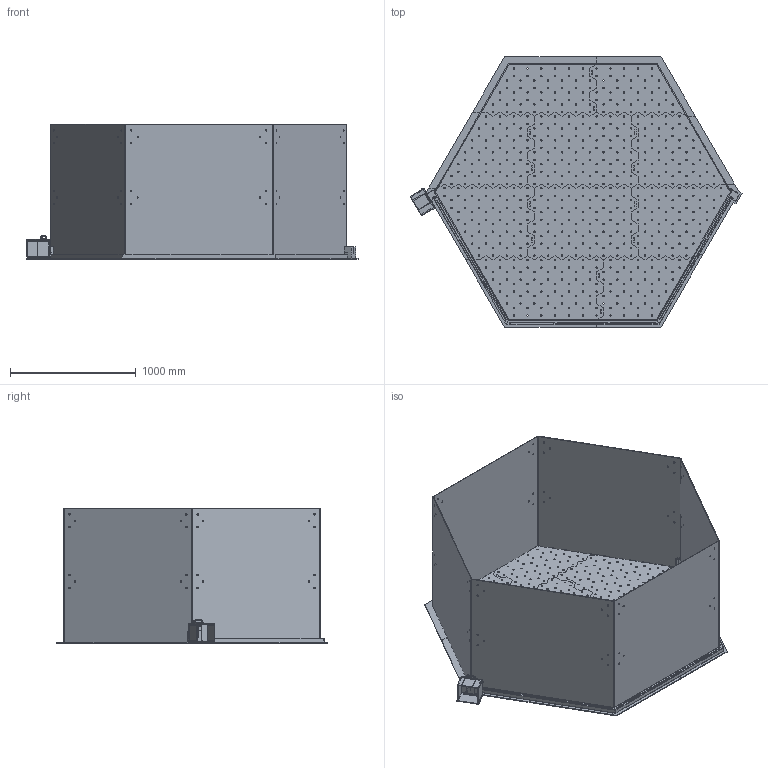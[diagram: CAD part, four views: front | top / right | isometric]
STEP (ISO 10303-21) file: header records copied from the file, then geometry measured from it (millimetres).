
FILE_DESCRIPTION(/* description */ ('STEP AP242','CAx-IF Rec.Pracs.---Representation and Presentation of Product Manufacturing Information (PMI)---4.0---2014-10-13','CAx-IF Rec.Pracs.---3D Tessellated Geometry---0.4---2014-09-14','2;1'),/* implementation_level */ '2;1');
FILE_NAME(/* name */ 'FinalArena',/* time_stamp */ '2023-09-05T20:38:19Z',/* author */ (''),/* organization */ (''),/* preprocessor_version */ 'ST-DEVELOPER v19.4',/* originating_system */ ' ',/* authorisation */ ' ');
FILE_SCHEMA (('AP242_MANAGED_MODEL_BASED_3D_ENGINEERING_MIM_LF { 1 0 10303 442 1 1 4 }'));
Products named in the file (51): ReturnChute1; Introduction Ridge; Introduction Door Blocker; Introduction Sliding Wall; Introduction roof; Introduction Right wall; Introduction Left wall; Introduction Wall; Introduction Chamber Floor; Top Wall Extension 2; Top Wall Extension 1; Top Wall Extension 4; Top Wall Extension 3; Sliding Top Wall; Floor Substitute; Start Floor Plug; Floor Extension; Return Floor Plug; ReturnChuteSeiling1; ReturnChuteSeiling2; ReturnChuteSeiling3; StartPortCeiling; StartPortBottomWall; StartPortTopWall; Wall6; Wall5; Wall4; Wall3; Wall2; Wall1; ReturnChute3; ReturnChute2; ChamberCeiling; StartPortLeftWall; ChamberBottomWall; ChamberRightWall; Chamber Top Wall 2; ChamberTopWall; Part 13; Part 11 ...
Bounding box: 2641.68 x 2154.69 x 1079.5 mm (x, y, z)
Volume: 74316123.8 mm3; surface area: 24380203.4 mm2
Topology: 51 solids, 51 shells, 2754 faces, 8010 edges, 5358 vertices
Faces by surface type: plane 1995, cylinder 759
Full cylindrical faces by diameter (mm): 10 x72, 10.947 x1, 10.95 x662, 11 x4, 11.015 x1
Entity records: 91053 total; most frequent: CARTESIAN_POINT 15329, ORIENTED_EDGE 14436, DIRECTION 14346, EDGE_CURVE 7218, LINE 5700, VECTOR 5700, VERTEX_POINT 5306, EDGE_LOOP 5192
